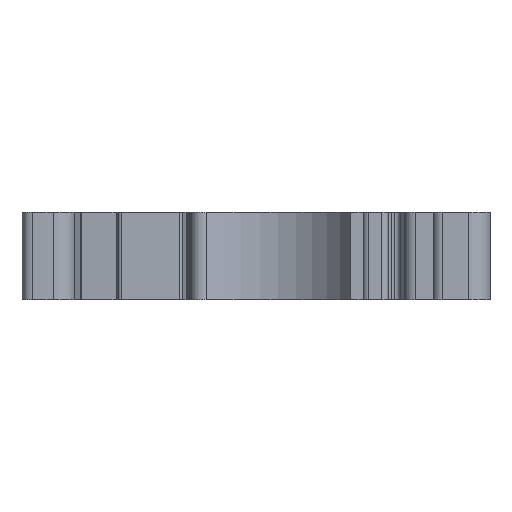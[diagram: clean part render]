
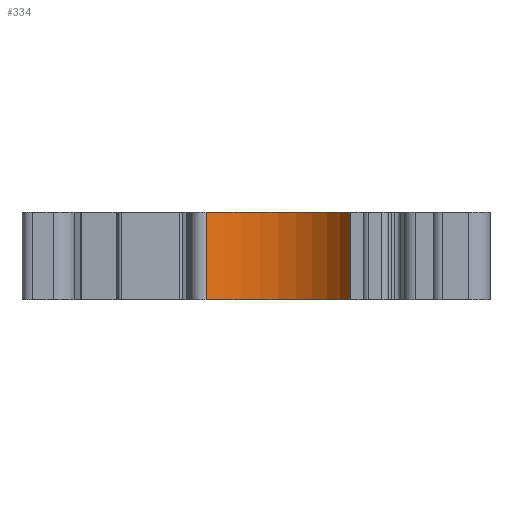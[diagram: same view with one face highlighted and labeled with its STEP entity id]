
A CAD part, front view. The second image highlights one B-rep face of the part: STEP entity #334.
In plain terms, the highlighted cylindrical face has radius 10 mm (diameter 20 mm), a partial arc.
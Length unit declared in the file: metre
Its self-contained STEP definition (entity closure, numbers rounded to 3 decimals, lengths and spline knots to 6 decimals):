
#334 = ADVANCED_FACE( '', ( #712 ), #713, .F. );
#712 = FACE_OUTER_BOUND( '', #1133, .T. );
#713 = CYLINDRICAL_SURFACE( '', #1134, 0.01 );
#1133 = EDGE_LOOP( '', ( #1984, #1985, #1986, #1987 ) );
#1134 = AXIS2_PLACEMENT_3D( '', #1988, #1989, #1990 );
#1984 = ORIENTED_EDGE( '', *, *, #2732, .T. );
#1985 = ORIENTED_EDGE( '', *, *, #2942, .T. );
#1986 = ORIENTED_EDGE( '', *, *, #2800, .F. );
#1987 = ORIENTED_EDGE( '', *, *, #2943, .F. );
#1988 = CARTESIAN_POINT( '', ( 0.000002, -0.033, 0. ) );
#1989 = DIRECTION( '', ( 0., 0., 1. ) );
#1990 = DIRECTION( '', ( 1., 0., 0. ) );
#2732 = EDGE_CURVE( '', #3356, #3354, #3357, .T. );
#2800 = EDGE_CURVE( '', #3470, #3471, #3472, .T. );
#2942 = EDGE_CURVE( '', #3354, #3471, #3674, .T. );
#2943 = EDGE_CURVE( '', #3356, #3470, #3675, .T. );
#3354 = VERTEX_POINT( '', #4216 );
#3356 = VERTEX_POINT( '', #4218 );
#3357 = LINE( '', #4219, #4220 );
#3470 = VERTEX_POINT( '', #4370 );
#3471 = VERTEX_POINT( '', #4371 );
#3472 = LINE( '', #4372, #4373 );
#3674 = CIRCLE( '', #4657, 0.01 );
#3675 = CIRCLE( '', #4658, 0.01 );
#4216 = CARTESIAN_POINT( '', ( -0.00454, -0.024091, -0.008 ) );
#4218 = CARTESIAN_POINT( '', ( -0.00454, -0.024091, 0. ) );
#4219 = CARTESIAN_POINT( '', ( -0.00454, -0.024091, 0. ) );
#4220 = VECTOR( '', #5034, 1. );
#4370 = CARTESIAN_POINT( '', ( 0.008662, -0.028, 0. ) );
#4371 = CARTESIAN_POINT( '', ( 0.008662, -0.028, -0.008 ) );
#4372 = CARTESIAN_POINT( '', ( 0.008662, -0.028, 0. ) );
#4373 = VECTOR( '', #5117, 1. );
#4657 = AXIS2_PLACEMENT_3D( '', #5260, #5261, #5262 );
#4658 = AXIS2_PLACEMENT_3D( '', #5263, #5264, #5265 );
#5034 = DIRECTION( '', ( 0., 0., -1. ) );
#5117 = DIRECTION( '', ( 0., 0., -1. ) );
#5260 = CARTESIAN_POINT( '', ( 0.000002, -0.033, -0.008 ) );
#5261 = DIRECTION( '', ( 0., 0., -1. ) );
#5262 = DIRECTION( '', ( 1., 0., 0. ) );
#5263 = CARTESIAN_POINT( '', ( 0.000002, -0.033, 0. ) );
#5264 = DIRECTION( '', ( 0., 0., -1. ) );
#5265 = DIRECTION( '', ( 1., 0., 0. ) );
